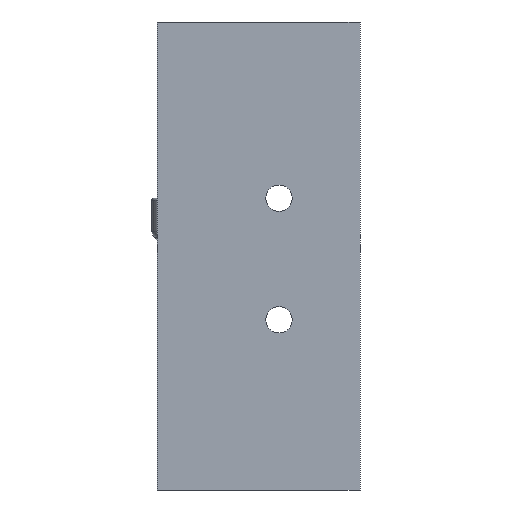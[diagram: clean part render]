
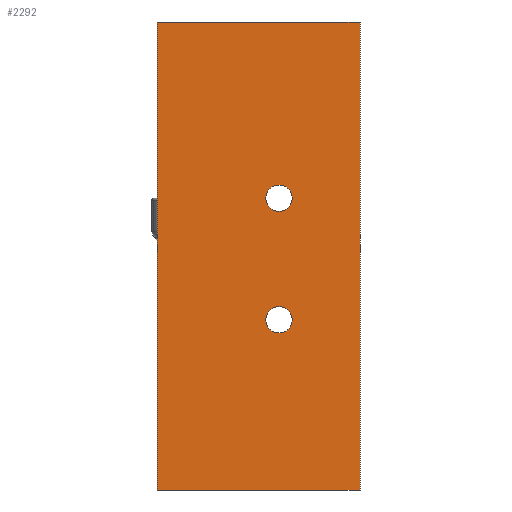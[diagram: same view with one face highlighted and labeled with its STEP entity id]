
A CAD part, front view. The second image highlights one B-rep face of the part: STEP entity #2292.
In plain terms, the highlighted planar face has unit normal (0, -1, 0).
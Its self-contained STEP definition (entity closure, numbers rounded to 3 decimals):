
#57=FACE_BOUND('',#520,.T.);
#58=FACE_BOUND('',#521,.T.);
#225=PLANE('',#2541);
#359=FACE_OUTER_BOUND('',#519,.T.);
#519=EDGE_LOOP('',(#2113,#2114,#2115,#2116));
#520=EDGE_LOOP('',(#2117));
#521=EDGE_LOOP('',(#2118));
#719=LINE('',#3848,#923);
#728=LINE('',#3864,#932);
#729=LINE('',#3866,#933);
#730=LINE('',#3867,#934);
#923=VECTOR('',#3186,10.);
#932=VECTOR('',#3199,10.);
#933=VECTOR('',#3202,10.);
#934=VECTOR('',#3203,10.);
#1016=CIRCLE('',#2516,3.25);
#1022=CIRCLE('',#2525,3.25);
#1203=VERTEX_POINT('',#3802);
#1209=VERTEX_POINT('',#3819);
#1217=VERTEX_POINT('',#3845);
#1218=VERTEX_POINT('',#3847);
#1222=VERTEX_POINT('',#3860);
#1223=VERTEX_POINT('',#3862);
#1495=EDGE_CURVE('',#1203,#1203,#1016,.T.);
#1503=EDGE_CURVE('',#1209,#1209,#1022,.T.);
#1514=EDGE_CURVE('',#1217,#1218,#719,.T.);
#1523=EDGE_CURVE('',#1222,#1223,#728,.T.);
#1524=EDGE_CURVE('',#1217,#1222,#729,.T.);
#1525=EDGE_CURVE('',#1218,#1223,#730,.T.);
#2113=ORIENTED_EDGE('',*,*,#1524,.T.);
#2114=ORIENTED_EDGE('',*,*,#1523,.T.);
#2115=ORIENTED_EDGE('',*,*,#1525,.F.);
#2116=ORIENTED_EDGE('',*,*,#1514,.F.);
#2117=ORIENTED_EDGE('',*,*,#1495,.T.);
#2118=ORIENTED_EDGE('',*,*,#1503,.T.);
#2292=ADVANCED_FACE('',(#359,#57,#58),#225,.T.);
#2516=AXIS2_PLACEMENT_3D('',#3804,#3134,#3135);
#2525=AXIS2_PLACEMENT_3D('',#3821,#3154,#3155);
#2541=AXIS2_PLACEMENT_3D('',#3865,#3200,#3201);
#3134=DIRECTION('center_axis',(0.,1.,0.));
#3135=DIRECTION('ref_axis',(1.,0.,0.));
#3154=DIRECTION('center_axis',(0.,1.,0.));
#3155=DIRECTION('ref_axis',(1.,0.,0.));
#3186=DIRECTION('',(0.,0.,1.));
#3199=DIRECTION('',(0.,0.,1.));
#3200=DIRECTION('center_axis',(0.,-1.,0.));
#3201=DIRECTION('ref_axis',(1.,0.,0.));
#3202=DIRECTION('',(1.,0.,0.));
#3203=DIRECTION('',(1.,0.,0.));
#3802=CARTESIAN_POINT('',(26.75,0.,72.));
#3804=CARTESIAN_POINT('Origin',(30.,0.,72.));
#3819=CARTESIAN_POINT('',(26.75,0.,42.));
#3821=CARTESIAN_POINT('Origin',(30.,0.,42.));
#3845=CARTESIAN_POINT('',(0.,0.,0.));
#3847=CARTESIAN_POINT('',(0.,0.,115.5));
#3848=CARTESIAN_POINT('',(0.,0.,0.));
#3860=CARTESIAN_POINT('',(50.,0.,0.));
#3862=CARTESIAN_POINT('',(50.,0.,115.5));
#3864=CARTESIAN_POINT('',(50.,0.,0.));
#3865=CARTESIAN_POINT('Origin',(0.,0.,0.));
#3866=CARTESIAN_POINT('',(0.,0.,0.));
#3867=CARTESIAN_POINT('',(0.,0.,115.5));
